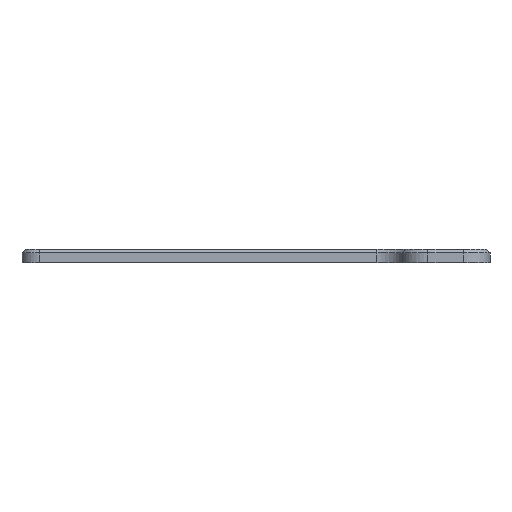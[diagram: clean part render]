
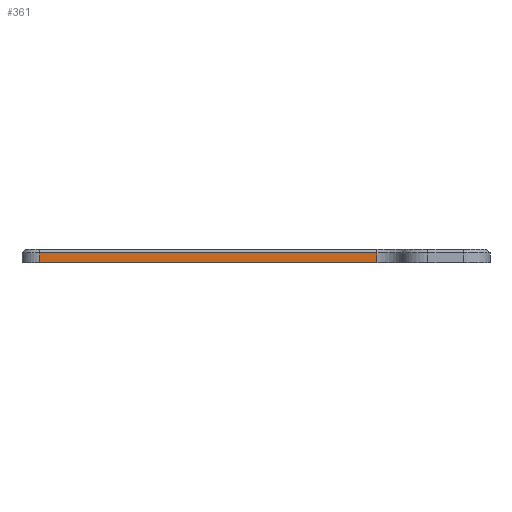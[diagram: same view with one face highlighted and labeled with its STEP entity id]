
A CAD part, left-side view. The second image highlights one B-rep face of the part: STEP entity #361.
In plain terms, the highlighted planar face has unit normal (-1, 0, 0).
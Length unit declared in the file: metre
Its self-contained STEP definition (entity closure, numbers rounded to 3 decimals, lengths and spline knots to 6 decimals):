
#361 = ADVANCED_FACE( '', ( #772 ), #773, .T. );
#772 = FACE_OUTER_BOUND( '', #1187, .T. );
#773 = PLANE( '', #1188 );
#1187 = EDGE_LOOP( '', ( #2164, #2165, #2166, #2167 ) );
#1188 = AXIS2_PLACEMENT_3D( '', #2168, #2169, #2170 );
#2164 = ORIENTED_EDGE( '', *, *, #2553, .F. );
#2165 = ORIENTED_EDGE( '', *, *, #2482, .T. );
#2166 = ORIENTED_EDGE( '', *, *, #2594, .T. );
#2167 = ORIENTED_EDGE( '', *, *, #2579, .F. );
#2168 = CARTESIAN_POINT( '', ( -0.0775, 0.03225, 0.115002 ) );
#2169 = DIRECTION( '', ( -1., 0., 0. ) );
#2170 = DIRECTION( '', ( 0., -1., 0. ) );
#2482 = EDGE_CURVE( '', #3024, #2983, #3026, .T. );
#2553 = EDGE_CURVE( '', #3024, #3121, #3122, .T. );
#2579 = EDGE_CURVE( '', #3121, #3148, #3156, .T. );
#2594 = EDGE_CURVE( '', #2983, #3148, #3174, .T. );
#2983 = VERTEX_POINT( '', #3663 );
#3024 = VERTEX_POINT( '', #3718 );
#3026 = LINE( '', #3721, #3722 );
#3121 = VERTEX_POINT( '', #3853 );
#3122 = LINE( '', #3854, #3855 );
#3148 = VERTEX_POINT( '', #3887 );
#3156 = LINE( '', #3899, #3900 );
#3174 = LINE( '', #3925, #3926 );
#3663 = CARTESIAN_POINT( '', ( -0.0775, 0.081, 0.1142 ) );
#3718 = CARTESIAN_POINT( '', ( -0.0775, 0.004978, 0.1142 ) );
#3721 = CARTESIAN_POINT( '', ( -0.0775, 0.03225, 0.1142 ) );
#3722 = VECTOR( '', #4318, 1. );
#3853 = CARTESIAN_POINT( '', ( -0.0775, 0.004978, 0.112 ) );
#3854 = CARTESIAN_POINT( '', ( -0.0775, 0.004978, 0.115002 ) );
#3855 = VECTOR( '', #4388, 1. );
#3887 = CARTESIAN_POINT( '', ( -0.0775, 0.081, 0.112 ) );
#3899 = CARTESIAN_POINT( '', ( -0.0775, 0.03225, 0.112 ) );
#3900 = VECTOR( '', #4429, 1. );
#3925 = CARTESIAN_POINT( '', ( -0.0775, 0.081, 0.321633 ) );
#3926 = VECTOR( '', #4437, 1. );
#4318 = DIRECTION( '', ( 0., 1., 0. ) );
#4388 = DIRECTION( '', ( 0., 0., -1. ) );
#4429 = DIRECTION( '', ( 0., 1., 0. ) );
#4437 = DIRECTION( '', ( 0., 0., -1. ) );
